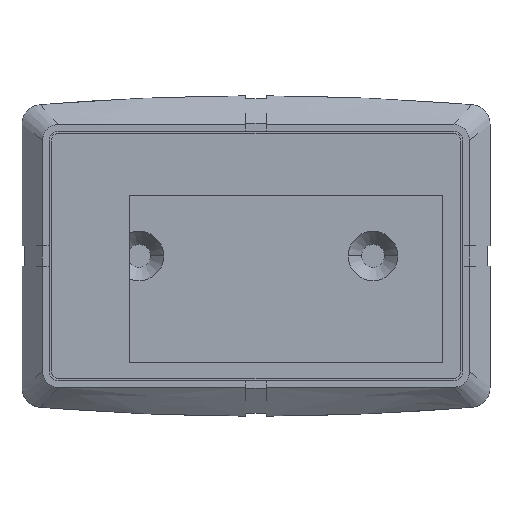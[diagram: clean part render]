
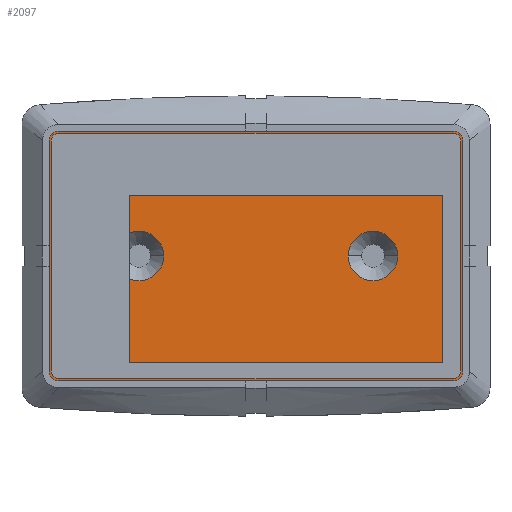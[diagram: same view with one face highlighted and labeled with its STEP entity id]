
A CAD part, top view. The second image highlights one B-rep face of the part: STEP entity #2097.
In plain terms, the highlighted face is planar.
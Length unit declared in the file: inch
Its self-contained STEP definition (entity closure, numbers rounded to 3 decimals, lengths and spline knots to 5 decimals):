
#579=DIRECTION('',(-1.,0.,0.));
#580=VECTOR('',#579,3.01);
#581=CARTESIAN_POINT('',(1.505,0.1,-0.95));
#582=LINE('',#581,#580);
#583=CARTESIAN_POINT('',(1.505,0.1,-0.88));
#584=DIRECTION('',(0.,1.,0.));
#585=DIRECTION('',(1.,0.,0.));
#586=AXIS2_PLACEMENT_3D('',#583,#584,#585);
#588=DIRECTION('',(0.,0.,-1.));
#589=VECTOR('',#588,1.76);
#590=CARTESIAN_POINT('',(1.575,0.1,0.88));
#591=LINE('',#590,#589);
#592=CARTESIAN_POINT('',(1.505,0.1,0.88));
#593=DIRECTION('',(0.,1.,0.));
#594=DIRECTION('',(0.,0.,1.));
#595=AXIS2_PLACEMENT_3D('',#592,#593,#594);
#597=DIRECTION('',(1.,0.,0.));
#598=VECTOR('',#597,3.01);
#599=CARTESIAN_POINT('',(-1.505,0.1,0.95));
#600=LINE('',#599,#598);
#601=CARTESIAN_POINT('',(-1.505,0.1,0.88));
#602=DIRECTION('',(0.,1.,0.));
#603=DIRECTION('',(-1.,0.,0.));
#604=AXIS2_PLACEMENT_3D('',#601,#602,#603);
#606=DIRECTION('',(0.,0.,1.));
#607=VECTOR('',#606,1.76);
#608=CARTESIAN_POINT('',(-1.575,0.1,-0.88));
#609=LINE('',#608,#607);
#610=CARTESIAN_POINT('',(-1.505,0.1,-0.88));
#611=DIRECTION('',(0.,1.,0.));
#612=DIRECTION('',(0.,0.,-1.));
#613=AXIS2_PLACEMENT_3D('',#610,#611,#612);
#615=CARTESIAN_POINT('',(-0.89063,0.1,0.));
#616=DIRECTION('',(0.,1.,0.));
#617=DIRECTION('',(1.,0.,0.));
#618=AXIS2_PLACEMENT_3D('',#615,#616,#617);
#620=CARTESIAN_POINT('',(-0.89063,0.1,0.));
#621=DIRECTION('',(0.,1.,0.));
#622=DIRECTION('',(-1.,0.,0.));
#623=AXIS2_PLACEMENT_3D('',#620,#621,#622);
#625=CARTESIAN_POINT('',(0.89063,0.1,0.));
#626=DIRECTION('',(0.,1.,0.));
#627=DIRECTION('',(1.,0.,0.));
#628=AXIS2_PLACEMENT_3D('',#625,#626,#627);
#630=CARTESIAN_POINT('',(0.89063,0.1,0.));
#631=DIRECTION('',(0.,1.,0.));
#632=DIRECTION('',(-1.,0.,0.));
#633=AXIS2_PLACEMENT_3D('',#630,#631,#632);
#1034=CARTESIAN_POINT('',(-1.575,0.1,-0.88));
#1035=CARTESIAN_POINT('',(-1.575,0.1,0.88));
#1036=VERTEX_POINT('',#1034);
#1037=VERTEX_POINT('',#1035);
#1038=CARTESIAN_POINT('',(-1.505,0.1,0.95));
#1039=CARTESIAN_POINT('',(1.505,0.1,0.95));
#1040=VERTEX_POINT('',#1038);
#1041=VERTEX_POINT('',#1039);
#1042=CARTESIAN_POINT('',(1.575,0.1,0.88));
#1043=CARTESIAN_POINT('',(1.575,0.1,-0.88));
#1044=VERTEX_POINT('',#1042);
#1045=VERTEX_POINT('',#1043);
#1046=CARTESIAN_POINT('',(1.505,0.1,-0.95));
#1047=CARTESIAN_POINT('',(-1.505,0.1,-0.95));
#1048=VERTEX_POINT('',#1046);
#1049=VERTEX_POINT('',#1047);
#1246=CARTESIAN_POINT('',(-0.70243,0.1,0.));
#1247=CARTESIAN_POINT('',(-1.07883,0.1,0.));
#1248=VERTEX_POINT('',#1246);
#1249=VERTEX_POINT('',#1247);
#1254=CARTESIAN_POINT('',(1.07883,0.1,0.));
#1255=CARTESIAN_POINT('',(0.70243,0.1,0.));
#1256=VERTEX_POINT('',#1254);
#1257=VERTEX_POINT('',#1255);
#2066=CARTESIAN_POINT('',(0.,0.1,0.));
#2067=DIRECTION('',(0.,1.,0.));
#2068=DIRECTION('',(1.,0.,0.));
#2069=AXIS2_PLACEMENT_3D('',#2066,#2067,#2068);
#2070=PLANE('',#2069);
#2072=ORIENTED_EDGE('',*,*,#2071,.F.);
#2074=ORIENTED_EDGE('',*,*,#2073,.F.);
#2075=ORIENTED_EDGE('',*,*,#1854,.F.);
#2076=ORIENTED_EDGE('',*,*,#1874,.F.);
#2077=ORIENTED_EDGE('',*,*,#1893,.F.);
#2079=ORIENTED_EDGE('',*,*,#2078,.F.);
#2081=ORIENTED_EDGE('',*,*,#2080,.F.);
#2083=ORIENTED_EDGE('',*,*,#2082,.F.);
#2084=EDGE_LOOP('',(#2072,#2074,#2075,#2076,#2077,#2079,#2081,#2083));
#2085=FACE_OUTER_BOUND('',#2084,.F.);
#2086=ORIENTED_EDGE('',*,*,#2056,.T.);
#2088=ORIENTED_EDGE('',*,*,#2087,.T.);
#2089=EDGE_LOOP('',(#2086,#2088));
#2090=FACE_BOUND('',#2089,.F.);
#2092=ORIENTED_EDGE('',*,*,#2091,.T.);
#2094=ORIENTED_EDGE('',*,*,#2093,.T.);
#2095=EDGE_LOOP('',(#2092,#2094));
#2096=FACE_BOUND('',#2095,.F.);
#2097=ADVANCED_FACE('',(#2085,#2090,#2096),#2070,.T.);
#587=CIRCLE('',#586,0.07);
#596=CIRCLE('',#595,0.07);
#605=CIRCLE('',#604,0.07);
#614=CIRCLE('',#613,0.07);
#619=CIRCLE('',#618,0.1882);
#624=CIRCLE('',#623,0.1882);
#629=CIRCLE('',#628,0.1882);
#634=CIRCLE('',#633,0.1882);
#1854=EDGE_CURVE('',#1044,#1045,#591,.T.);
#1874=EDGE_CURVE('',#1041,#1044,#596,.T.);
#1893=EDGE_CURVE('',#1040,#1041,#600,.T.);
#2056=EDGE_CURVE('',#1248,#1249,#619,.T.);
#2071=EDGE_CURVE('',#1048,#1049,#582,.T.);
#2073=EDGE_CURVE('',#1045,#1048,#587,.T.);
#2078=EDGE_CURVE('',#1037,#1040,#605,.T.);
#2080=EDGE_CURVE('',#1036,#1037,#609,.T.);
#2082=EDGE_CURVE('',#1049,#1036,#614,.T.);
#2087=EDGE_CURVE('',#1249,#1248,#624,.T.);
#2091=EDGE_CURVE('',#1256,#1257,#629,.T.);
#2093=EDGE_CURVE('',#1257,#1256,#634,.T.);
